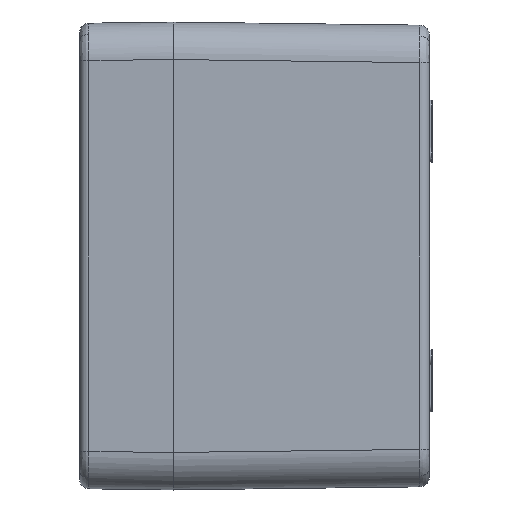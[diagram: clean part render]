
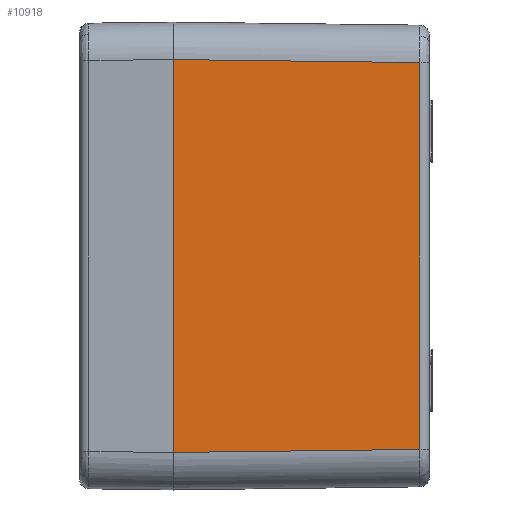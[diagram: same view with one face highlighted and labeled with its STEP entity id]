
A CAD part, left-side view. The second image highlights one B-rep face of the part: STEP entity #10918.
In plain terms, the highlighted planar face has unit normal (-1, -0.012, 0).
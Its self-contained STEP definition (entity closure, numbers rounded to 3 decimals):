
#936=LINE('',#20290,#1496);
#989=LINE('',#20599,#1549);
#990=LINE('',#20600,#1550);
#991=LINE('',#20601,#1551);
#1496=VECTOR('',#15008,1000.);
#1549=VECTOR('',#15165,1000.);
#1550=VECTOR('',#15166,1000.);
#1551=VECTOR('',#15167,1000.);
#1816=PLANE('',#12257);
#2487=FACE_OUTER_BOUND('',#3283,.T.);
#3283=EDGE_LOOP('',(#9008,#9009,#9010,#9011));
#5093=VERTEX_POINT('',#19395);
#5246=VERTEX_POINT('',#20288);
#5247=VERTEX_POINT('',#20289);
#5305=VERTEX_POINT('',#20598);
#6548=EDGE_CURVE('',#5246,#5247,#936,.T.);
#6639=EDGE_CURVE('',#5247,#5305,#989,.T.);
#6640=EDGE_CURVE('',#5305,#5093,#990,.T.);
#6641=EDGE_CURVE('',#5093,#5246,#991,.T.);
#9008=ORIENTED_EDGE('',*,*,#6639,.T.);
#9009=ORIENTED_EDGE('',*,*,#6640,.T.);
#9010=ORIENTED_EDGE('',*,*,#6641,.T.);
#9011=ORIENTED_EDGE('',*,*,#6548,.T.);
#10918=ADVANCED_FACE('',(#2487),#1816,.T.);
#12257=AXIS2_PLACEMENT_3D('',#20597,#15163,#15164);
#15008=DIRECTION('',(0.,0.,-1.));
#15163=DIRECTION('center_axis',(-1.,-0.012,
0.));
#15164=DIRECTION('ref_axis',(0.012,-1.,0.));
#15165=DIRECTION('',(0.012,-1.,0.012));
#15166=DIRECTION('',(0.,0.,1.));
#15167=DIRECTION('',(-0.012,1.,0.012));
#19395=CARTESIAN_POINT('',(-94.496,-39.218,30.997));
#20288=CARTESIAN_POINT('',(-94.979,0.3,31.48));
#20289=CARTESIAN_POINT('',(-94.979,0.3,-31.48));
#20290=CARTESIAN_POINT('',(-94.979,0.3,-37.5));
#20597=CARTESIAN_POINT('Origin',(-95.,2.,-37.5));
#20598=CARTESIAN_POINT('',(-94.496,-39.218,-30.997));
#20599=CARTESIAN_POINT('',(-95.001,2.073,-31.501));
#20600=CARTESIAN_POINT('',(-94.496,-39.218,30.979));
#20601=CARTESIAN_POINT('',(-94.99,1.157,31.49));
